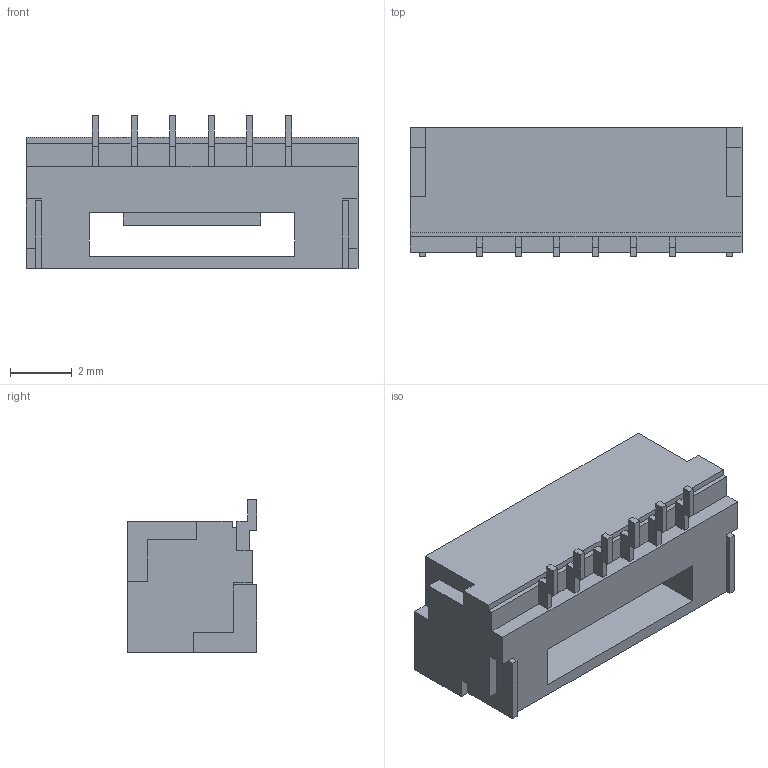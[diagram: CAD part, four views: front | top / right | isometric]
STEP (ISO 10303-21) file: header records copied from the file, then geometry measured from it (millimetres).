
FILE_DESCRIPTION (( 'STEP AP214' ), '1' );
FILE_NAME ('JST BM06B-GHS-TBT.STEP', '2015-11-28T06:33:02', ( '' ), ( '' ), 'SwSTEP 2.0', 'SolidWorks 2015', '' );
FILE_SCHEMA (( 'AUTOMOTIVE_DESIGN' ));
Length unit declared in the file: millimetre
Products named in the file (1): JST BM06B-GHS-TBT
Bounding box: 10.75 x 4.2 x 4.95 mm (x, y, z)
Volume: 104.5 mm3; surface area: 334.2 mm2
Topology: 1 solids, 1 shells, 118 faces, 326 edges, 212 vertices
Faces by surface type: plane 118
Entity records: 4998 total; most frequent: CARTESIAN_POINT 657, ORIENTED_EDGE 652, DIRECTION 564, LINE 326, VECTOR 326, EDGE_CURVE 326, VERTEX_POINT 212, EDGE_LOOP 122
